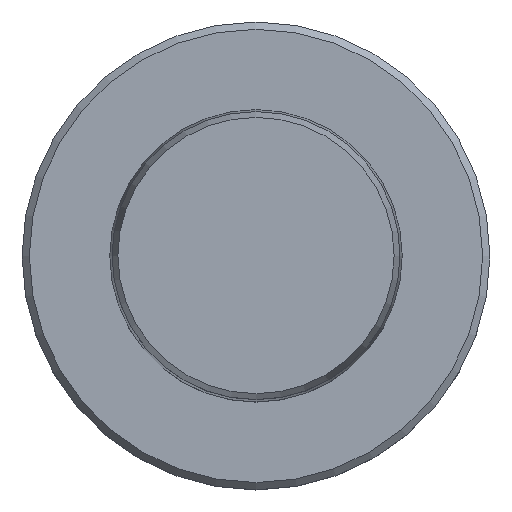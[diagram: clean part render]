
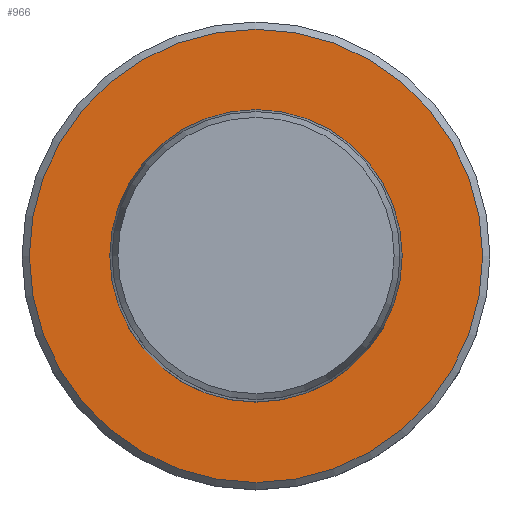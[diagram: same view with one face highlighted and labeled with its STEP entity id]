
A CAD part, top view. The second image highlights one B-rep face of the part: STEP entity #966.
In plain terms, the highlighted planar face has unit normal (0, 0, 1).
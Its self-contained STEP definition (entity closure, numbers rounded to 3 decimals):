
#216=FACE_BOUND('',#1539,.T.);
#217=FACE_BOUND('',#1540,.T.);
#300=PLANE('',#4961);
#966=ADVANCED_FACE('CU_VLE_LO_SU_1',(#216,#217),#300,.T.);
#1539=EDGE_LOOP('',(#2262));
#1540=EDGE_LOOP('',(#2263));
#1963=CIRCLE('',#4958,9.998);
#1964=CIRCLE('',#4960,15.5);
#2262=ORIENTED_EDGE('',*,*,#4003,.T.);
#2263=ORIENTED_EDGE('',*,*,#4002,.F.);
#3522=VERTEX_POINT('',#7189);
#3523=VERTEX_POINT('',#7192);
#4002=EDGE_CURVE('',#3522,#3522,#1963,.T.);
#4003=EDGE_CURVE('',#3523,#3523,#1964,.T.);
#4958=AXIS2_PLACEMENT_3D('',#7188,#5584,#5585);
#4960=AXIS2_PLACEMENT_3D('',#7191,#5588,#5589);
#4961=AXIS2_PLACEMENT_3D('',#7193,#5590,#5591);
#5584=DIRECTION('',(0.,0.,1.));
#5585=DIRECTION('',(0.,1.,0.));
#5588=DIRECTION('',(0.,0.,1.));
#5589=DIRECTION('',(0.,1.,0.));
#5590=DIRECTION('',(0.,0.,1.));
#5591=DIRECTION('',(0.,1.,0.));
#7188=CARTESIAN_POINT('',(0.,0.,0.));
#7189=CARTESIAN_POINT('',(0.,9.998,0.));
#7191=CARTESIAN_POINT('',(0.,0.,0.));
#7192=CARTESIAN_POINT('',(0.,15.5,0.));
#7193=CARTESIAN_POINT('',(0.,11.5,0.));
